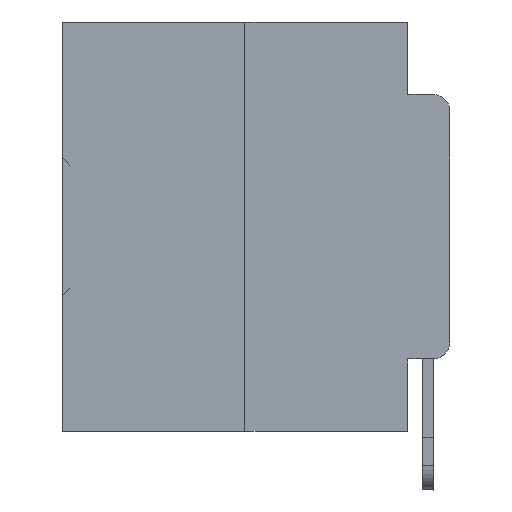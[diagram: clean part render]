
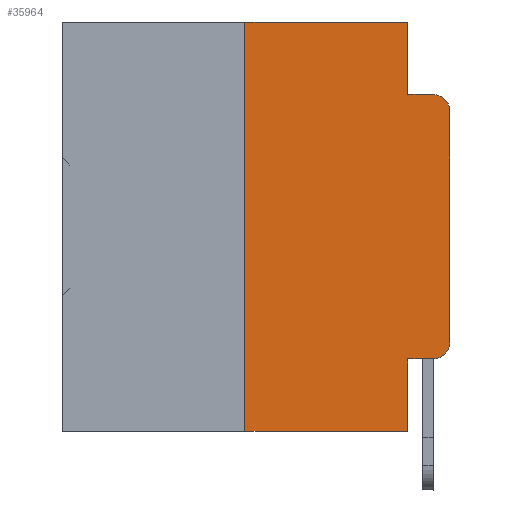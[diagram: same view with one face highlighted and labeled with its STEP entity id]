
A CAD part, left-side view. The second image highlights one B-rep face of the part: STEP entity #35964.
In plain terms, the highlighted planar face has unit normal (-1, 0, 0).
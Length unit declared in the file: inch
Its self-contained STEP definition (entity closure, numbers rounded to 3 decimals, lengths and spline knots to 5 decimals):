
#538 = EDGE_CURVE ( 'NONE', #14472, #35179, #14200, .T. ) ;
#673 = CARTESIAN_POINT ( 'NONE',  ( 0., 0.25, 0. ) ) ;
#1201 = DIRECTION ( 'NONE',  ( 0., -1., 0. ) ) ;
#1525 = VECTOR ( 'NONE', #14659, 39.37008 ) ;
#2176 = AXIS2_PLACEMENT_3D ( 'NONE', #22955, #17258, #14794 ) ;
#3295 = LINE ( 'NONE', #20315, #1525 ) ;
#3932 = AXIS2_PLACEMENT_3D ( 'NONE', #16605, #25317, #22672 ) ;
#4144 = EDGE_CURVE ( 'NONE', #16563, #11270, #36294, .T. ) ;
#4363 = DIRECTION ( 'NONE',  ( 1., 0., 0. ) ) ;
#5283 = AXIS2_PLACEMENT_3D ( 'NONE', #7204, #4363, #15905 ) ;
#6037 = DIRECTION ( 'NONE',  ( 0., 0., 1. ) ) ;
#6798 = ORIENTED_EDGE ( 'NONE', *, *, #538, .T. ) ;
#6843 = EDGE_CURVE ( 'NONE', #8659, #14472, #14554, .T. ) ;
#7204 = CARTESIAN_POINT ( 'NONE',  ( 0., 0.473, 0. ) ) ;
#7230 = CARTESIAN_POINT ( 'NONE',  ( 0., 0.051, 0. ) ) ;
#7319 = ORIENTED_EDGE ( 'NONE', *, *, #16662, .F. ) ;
#7582 = EDGE_LOOP ( 'NONE', ( #28858, #6798, #37009, #14103, #23648, #22179, #13609, #7319, #22931, #33955 ) ) ;
#7823 = VECTOR ( 'NONE', #11757, 39.37008 ) ;
#8233 = CIRCLE ( 'NONE', #2176, 0.02 ) ;
#8404 = VERTEX_POINT ( 'NONE', #7230 ) ;
#8576 = LINE ( 'NONE', #21409, #37364 ) ;
#8659 = VERTEX_POINT ( 'NONE', #11766 ) ;
#9580 = VERTEX_POINT ( 'NONE', #24470 ) ;
#10471 = CARTESIAN_POINT ( 'NONE',  ( 0., 0.25, 0. ) ) ;
#11082 = CARTESIAN_POINT ( 'NONE',  ( 0., 0.051, -0.5 ) ) ;
#11270 = VERTEX_POINT ( 'NONE', #27268 ) ;
#11757 = DIRECTION ( 'NONE',  ( 0., 0., -1. ) ) ;
#11766 = CARTESIAN_POINT ( 'NONE',  ( 0., 0., -0.3915 ) ) ;
#11942 = CARTESIAN_POINT ( 'NONE',  ( 0., 0.051, 0. ) ) ;
#13609 = ORIENTED_EDGE ( 'NONE', *, *, #32743, .T. ) ;
#13957 = VECTOR ( 'NONE', #36971, 39.37008 ) ;
#14103 = ORIENTED_EDGE ( 'NONE', *, *, #18381, .F. ) ;
#14200 = CIRCLE ( 'NONE', #3932, 0.02 ) ;
#14367 = CARTESIAN_POINT ( 'NONE',  ( 0., 0., 0. ) ) ;
#14472 = VERTEX_POINT ( 'NONE', #24540 ) ;
#14554 = LINE ( 'NONE', #14367, #34656 ) ;
#14659 = DIRECTION ( 'NONE',  ( 0., -1., 0. ) ) ;
#14794 = DIRECTION ( 'NONE',  ( 0., 0., -1. ) ) ;
#14812 = CARTESIAN_POINT ( 'NONE',  ( 0., 0.051, -0.4115 ) ) ;
#15905 = DIRECTION ( 'NONE',  ( 0., 0., -1. ) ) ;
#16078 = VERTEX_POINT ( 'NONE', #11082 ) ;
#16306 = LINE ( 'NONE', #25396, #13957 ) ;
#16312 = CARTESIAN_POINT ( 'NONE',  ( 0., 0.473, 0. ) ) ;
#16563 = VERTEX_POINT ( 'NONE', #14812 ) ;
#16582 = VERTEX_POINT ( 'NONE', #28650 ) ;
#16605 = CARTESIAN_POINT ( 'NONE',  ( 0., 0.02, -0.1085 ) ) ;
#16662 = EDGE_CURVE ( 'NONE', #16563, #16078, #8576, .T. ) ;
#16889 = LINE ( 'NONE', #10471, #19147 ) ;
#17258 = DIRECTION ( 'NONE',  ( -1., 0., 0. ) ) ;
#18381 = EDGE_CURVE ( 'NONE', #8404, #16582, #37134, .T. ) ;
#19147 = VECTOR ( 'NONE', #36790, 39.37008 ) ;
#20315 = CARTESIAN_POINT ( 'NONE',  ( 0., 0.473, -0.5 ) ) ;
#21000 = EDGE_CURVE ( 'NONE', #16582, #35179, #16306, .T. ) ;
#21409 = CARTESIAN_POINT ( 'NONE',  ( 0., 0.051, 0. ) ) ;
#22112 = EDGE_CURVE ( 'NONE', #25122, #8404, #30733, .T. ) ;
#22179 = ORIENTED_EDGE ( 'NONE', *, *, #28530, .F. ) ;
#22475 = VECTOR ( 'NONE', #1201, 39.37008 ) ;
#22672 = DIRECTION ( 'NONE',  ( 0., 0., -1. ) ) ;
#22931 = ORIENTED_EDGE ( 'NONE', *, *, #4144, .T. ) ;
#22955 = CARTESIAN_POINT ( 'NONE',  ( 0., 0.02, -0.3915 ) ) ;
#23533 = DIRECTION ( 'NONE',  ( 0., 0., -1. ) ) ;
#23648 = ORIENTED_EDGE ( 'NONE', *, *, #22112, .F. ) ;
#24439 = PLANE ( 'NONE',  #5283 ) ;
#24470 = CARTESIAN_POINT ( 'NONE',  ( 0., 0.25, -0.5 ) ) ;
#24540 = CARTESIAN_POINT ( 'NONE',  ( 0., 0., -0.1085 ) ) ;
#25122 = VERTEX_POINT ( 'NONE', #673 ) ;
#25317 = DIRECTION ( 'NONE',  ( -1., 0., 0. ) ) ;
#25396 = CARTESIAN_POINT ( 'NONE',  ( 0., 0.051, -0.0885 ) ) ;
#25989 = VECTOR ( 'NONE', #29867, 39.37008 ) ;
#27268 = CARTESIAN_POINT ( 'NONE',  ( 0., 0.02, -0.4115 ) ) ;
#27653 = FACE_OUTER_BOUND ( 'NONE', #7582, .T. ) ;
#28530 = EDGE_CURVE ( 'NONE', #9580, #25122, #16889, .T. ) ;
#28650 = CARTESIAN_POINT ( 'NONE',  ( 0., 0.051, -0.0885 ) ) ;
#28858 = ORIENTED_EDGE ( 'NONE', *, *, #6843, .T. ) ;
#29867 = DIRECTION ( 'NONE',  ( 0., -1., 0. ) ) ;
#30046 = CARTESIAN_POINT ( 'NONE',  ( 0., 0.051, -0.4115 ) ) ;
#30733 = LINE ( 'NONE', #16312, #22475 ) ;
#31206 = CARTESIAN_POINT ( 'NONE',  ( 0., 0.02, -0.0885 ) ) ;
#32743 = EDGE_CURVE ( 'NONE', #9580, #16078, #3295, .T. ) ;
#33291 = EDGE_CURVE ( 'NONE', #11270, #8659, #8233, .T. ) ;
#33955 = ORIENTED_EDGE ( 'NONE', *, *, #33291, .T. ) ;
#34656 = VECTOR ( 'NONE', #6037, 39.37008 ) ;
#35179 = VERTEX_POINT ( 'NONE', #31206 ) ;
#35964 = ADVANCED_FACE ( 'NONE', ( #27653 ), #24439, .F. ) ;
#36294 = LINE ( 'NONE', #30046, #25989 ) ;
#36790 = DIRECTION ( 'NONE',  ( 0., 0., 1. ) ) ;
#36971 = DIRECTION ( 'NONE',  ( 0., -1., 0. ) ) ;
#37009 = ORIENTED_EDGE ( 'NONE', *, *, #21000, .F. ) ;
#37134 = LINE ( 'NONE', #11942, #7823 ) ;
#37364 = VECTOR ( 'NONE', #23533, 39.37008 ) ;
